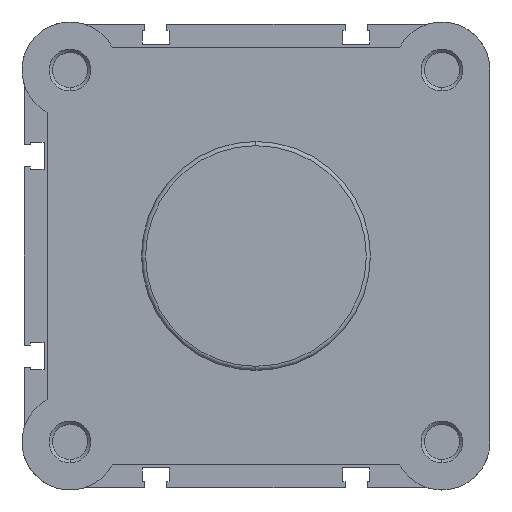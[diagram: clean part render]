
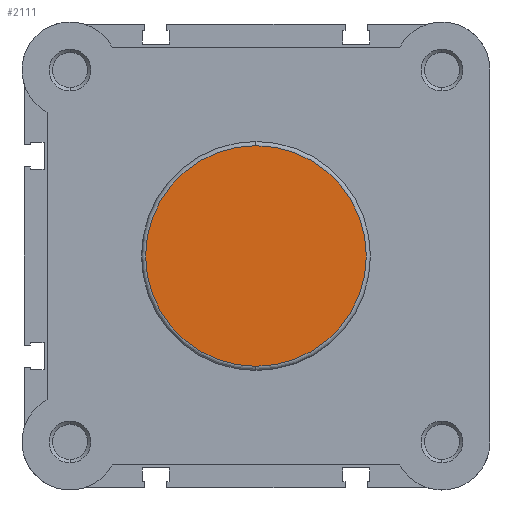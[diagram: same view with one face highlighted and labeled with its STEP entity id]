
A CAD part, left-side view. The second image highlights one B-rep face of the part: STEP entity #2111.
In plain terms, the highlighted planar face has unit normal (-1, 0, 0).
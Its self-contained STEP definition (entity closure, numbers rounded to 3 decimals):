
#1234 = FACE_OUTER_BOUND ( 'NONE', #1246, .T. ) ;
#1246 = EDGE_LOOP ( 'NONE', ( #6356, #6354 ) ) ;
#2111 = ADVANCED_FACE ( 'NONE', ( #1234 ), #5720, .F. ) ;
#2447 = AXIS2_PLACEMENT_3D ( 'NONE', #3853, #3854, #3855 ) ;
#2479 = AXIS2_PLACEMENT_3D ( 'NONE', #4008, #4021, #4023 ) ;
#3564 = CARTESIAN_POINT ( 'NONE',  ( 0., 0., -26.4 ) ) ;
#3642 = CARTESIAN_POINT ( 'NONE',  ( 0., 0., 26.4 ) ) ;
#3853 = CARTESIAN_POINT ( 'NONE',  ( 0., 0., 0. ) ) ;
#3854 = DIRECTION ( 'NONE',  ( -1., 0., 0. ) ) ;
#3855 = DIRECTION ( 'NONE',  ( 0., 0., -1. ) ) ;
#4008 = CARTESIAN_POINT ( 'NONE',  ( 0., 0., 0. ) ) ;
#4021 = DIRECTION ( 'NONE',  ( -1., 0., 0. ) ) ;
#4023 = DIRECTION ( 'NONE',  ( 0., 0., -1. ) ) ;
#4064 = AXIS2_PLACEMENT_3D ( 'NONE', #5716, #5732, #5830 ) ;
#4398 = CIRCLE ( 'NONE', #2447, 26.4 ) ;
#4494 = CIRCLE ( 'NONE', #2479, 26.4 ) ;
#5716 = CARTESIAN_POINT ( 'NONE',  ( 0., 27.4, 0. ) ) ;
#5720 = PLANE ( 'NONE',  #4064 ) ;
#5732 = DIRECTION ( 'NONE',  ( 1., 0., 0. ) ) ;
#5743 = VERTEX_POINT ( 'NONE', #3564 ) ;
#5830 = DIRECTION ( 'NONE',  ( 0., 0., -1. ) ) ;
#5835 = VERTEX_POINT ( 'NONE', #3642 ) ;
#6354 = ORIENTED_EDGE ( 'NONE', *, *, #6426, .T. ) ;
#6356 = ORIENTED_EDGE ( 'NONE', *, *, #6490, .T. ) ;
#6426 = EDGE_CURVE ( 'NONE', #5835, #5743, #4398, .T. ) ;
#6490 = EDGE_CURVE ( 'NONE', #5743, #5835, #4494, .T. ) ;
